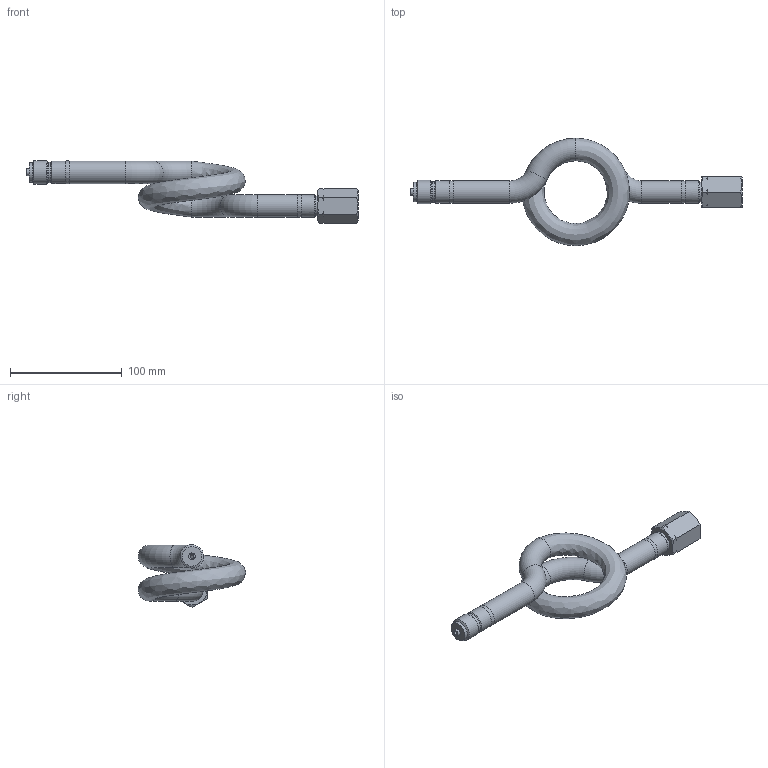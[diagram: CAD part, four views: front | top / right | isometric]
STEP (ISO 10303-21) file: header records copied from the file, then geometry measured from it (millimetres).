
FILE_DESCRIPTION( ( 'Unknown' ), '1' );
FILE_NAME( '1009604X.stp', 'Unknown', ( 'Peter Nanko' ), ( 'Armaturen Arndt' ), 'PSStep 14.0', 'Solid Edge ST4', ' ' );
FILE_SCHEMA( ( 'AUTOMOTIVE_DESIGN { 1 0 10303 214 1 1 1 1 }' ) );
Length unit declared in the file: millimetre
Products named in the file (1): 10083404X
Bounding box: 296.55 x 95.99 x 56.06 mm (x, y, z)
Volume: 101356.3 mm3; surface area: 63599.7 mm2
Topology: 1 solids, 1 shells, 69 faces, 158 edges, 99 vertices
Faces by surface type: cone 20, cylinder 17, plane 16, torus 10, bspline 6
Full cylindrical faces by diameter (mm): 3.5 x1, 6 x1, 7 x1, 14.7 x2, 17.5 x1, 18.4 x2, 18.631 x2, 20 x4, 20.955 x2, 21.2 x1
Entity records: 3946 total; most frequent: CARTESIAN_POINT 2116, DIRECTION 252, ORIENTED_EDGE 208, AXIS2_PLACEMENT_3D 120, EDGE_LOOP 120, EDGE_CURVE 104, FACE_OUTER_BOUND 102, VERTEX_POINT 86
